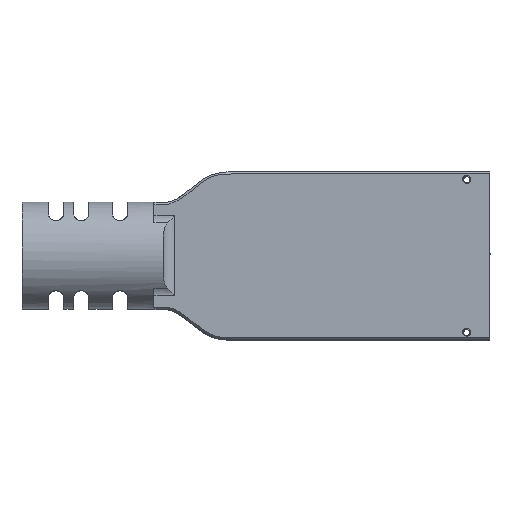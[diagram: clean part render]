
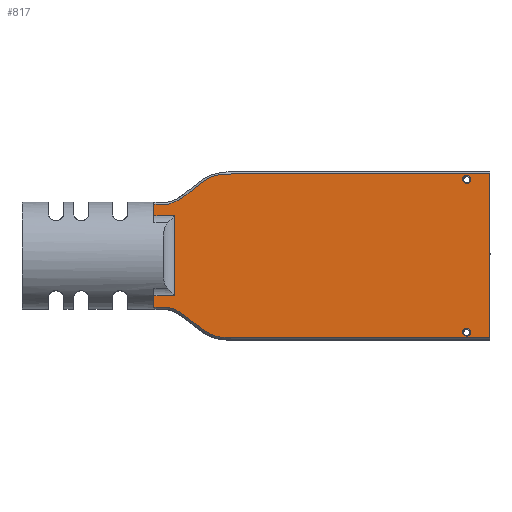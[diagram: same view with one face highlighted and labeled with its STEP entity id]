
A CAD part, top view. The second image highlights one B-rep face of the part: STEP entity #817.
In plain terms, the highlighted planar face has unit normal (0, 0, 1).
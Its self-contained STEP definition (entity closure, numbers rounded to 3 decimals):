
#89=B_SPLINE_CURVE_WITH_KNOTS('',3,(#9512,#9513,#9514,#9515,#9516,#9517,
#9518,#9519,#9520,#9521,#9522,#9523,#9524,#9525,#9526,#9527,#9528,#9529,
#9530,#9531,#9532,#9533,#9534,#9535),.UNSPECIFIED.,.F.,.F.,(4,2,2,2,2,2,
2,2,2,2,2,4),(0.,0.063,0.125,0.25,0.375,0.5,0.563,0.625,0.688,0.75,0.875,
1.),.UNSPECIFIED.);
#90=B_SPLINE_CURVE_WITH_KNOTS('',3,(#9543,#9544,#9545,#9546,#9547,#9548,
#9549,#9550,#9551,#9552,#9553,#9554,#9555,#9556,#9557,#9558,#9559,#9560,
#9561,#9562,#9563,#9564),.UNSPECIFIED.,.F.,.F.,(4,2,2,2,2,2,2,2,2,2,4),
(0.,0.125,0.188,0.25,0.313,0.375,0.5,0.625,0.75,0.875,1.),
 .UNSPECIFIED.);
#379=FACE_BOUND('',#1698,.T.);
#380=FACE_BOUND('',#1699,.T.);
#381=FACE_BOUND('',#1700,.T.);
#537=CIRCLE('',#7009,1.05);
#539=CIRCLE('',#7012,3.5);
#540=CIRCLE('',#7013,3.5);
#541=CIRCLE('',#7014,1.05);
#817=ADVANCED_FACE('',(#379,#380,#381),#1179,.T.);
#1179=PLANE('',#7015);
#1698=EDGE_LOOP('',(#2171));
#1699=EDGE_LOOP('',(#2172,#2173,#2174,#2175,#2176,#2177,#2178,#2179,#2180,
#2181,#2182,#2183,#2184,#2185));
#1700=EDGE_LOOP('',(#2186));
#2171=ORIENTED_EDGE('',*,*,#4866,.T.);
#2172=ORIENTED_EDGE('',*,*,#4868,.T.);
#2173=ORIENTED_EDGE('',*,*,#4869,.T.);
#2174=ORIENTED_EDGE('',*,*,#4870,.T.);
#2175=ORIENTED_EDGE('',*,*,#4871,.T.);
#2176=ORIENTED_EDGE('',*,*,#4872,.T.);
#2177=ORIENTED_EDGE('',*,*,#4873,.T.);
#2178=ORIENTED_EDGE('',*,*,#4874,.F.);
#2179=ORIENTED_EDGE('',*,*,#4875,.T.);
#2180=ORIENTED_EDGE('',*,*,#4876,.T.);
#2181=ORIENTED_EDGE('',*,*,#4877,.T.);
#2182=ORIENTED_EDGE('',*,*,#4878,.T.);
#2183=ORIENTED_EDGE('',*,*,#4879,.T.);
#2184=ORIENTED_EDGE('',*,*,#4880,.T.);
#2185=ORIENTED_EDGE('',*,*,#4881,.T.);
#2186=ORIENTED_EDGE('',*,*,#4882,.F.);
#4185=VERTEX_POINT('',#9499);
#4187=VERTEX_POINT('',#9504);
#4188=VERTEX_POINT('',#9505);
#4189=VERTEX_POINT('',#9507);
#4190=VERTEX_POINT('',#9509);
#4191=VERTEX_POINT('',#9511);
#4192=VERTEX_POINT('',#9536);
#4193=VERTEX_POINT('',#9538);
#4194=VERTEX_POINT('',#9540);
#4195=VERTEX_POINT('',#9542);
#4196=VERTEX_POINT('',#9565);
#4197=VERTEX_POINT('',#9567);
#4198=VERTEX_POINT('',#9569);
#4199=VERTEX_POINT('',#9571);
#4200=VERTEX_POINT('',#9573);
#4201=VERTEX_POINT('',#9576);
#4866=EDGE_CURVE('',#4185,#4185,#537,.T.);
#4868=EDGE_CURVE('',#4187,#4188,#5866,.T.);
#4869=EDGE_CURVE('',#4188,#4189,#5867,.T.);
#4870=EDGE_CURVE('',#4189,#4190,#5868,.T.);
#4871=EDGE_CURVE('',#4190,#4191,#539,.T.);
#4872=EDGE_CURVE('',#4191,#4192,#89,.T.);
#4873=EDGE_CURVE('',#4192,#4193,#5869,.T.);
#4874=EDGE_CURVE('',#4194,#4193,#5870,.T.);
#4875=EDGE_CURVE('',#4194,#4195,#5871,.T.);
#4876=EDGE_CURVE('',#4195,#4196,#90,.T.);
#4877=EDGE_CURVE('',#4196,#4197,#540,.T.);
#4878=EDGE_CURVE('',#4197,#4198,#5872,.T.);
#4879=EDGE_CURVE('',#4198,#4199,#5873,.T.);
#4880=EDGE_CURVE('',#4199,#4200,#5874,.T.);
#4881=EDGE_CURVE('',#4200,#4187,#5875,.T.);
#4882=EDGE_CURVE('',#4201,#4201,#541,.T.);
#5866=LINE('',#9503,#6434);
#5867=LINE('',#9506,#6435);
#5868=LINE('',#9508,#6436);
#5869=LINE('',#9537,#6437);
#5870=LINE('',#9539,#6438);
#5871=LINE('',#9541,#6439);
#5872=LINE('',#9568,#6440);
#5873=LINE('',#9570,#6441);
#5874=LINE('',#9572,#6442);
#5875=LINE('',#9574,#6443);
#6434=VECTOR('',#7665,1.);
#6435=VECTOR('',#7666,1.);
#6436=VECTOR('',#7667,1.);
#6437=VECTOR('',#7670,1.);
#6438=VECTOR('',#7671,1.);
#6439=VECTOR('',#7672,1.);
#6440=VECTOR('',#7675,1.);
#6441=VECTOR('',#7676,1.);
#6442=VECTOR('',#7677,1.);
#6443=VECTOR('',#7678,1.);
#7009=AXIS2_PLACEMENT_3D('',#9498,#7659,#7660);
#7012=AXIS2_PLACEMENT_3D('',#9510,#7668,#7669);
#7013=AXIS2_PLACEMENT_3D('',#9566,#7673,#7674);
#7014=AXIS2_PLACEMENT_3D('',#9575,#7679,#7680);
#7015=AXIS2_PLACEMENT_3D('',#9577,#7681,#7682);
#7659=DIRECTION('',(0.,0.,-1.));
#7660=DIRECTION('',(1.,0.,0.));
#7665=DIRECTION('',(-1.,0.,0.));
#7666=DIRECTION('',(0.,-1.,0.));
#7667=DIRECTION('',(1.,0.,0.));
#7668=DIRECTION('',(0.,0.,-1.));
#7669=DIRECTION('',(1.,0.,0.));
#7670=DIRECTION('',(1.,0.,0.));
#7671=DIRECTION('',(0.,-1.,0.));
#7672=DIRECTION('',(-1.,0.,0.));
#7673=DIRECTION('',(0.,0.,-1.));
#7674=DIRECTION('',(1.,0.,0.));
#7675=DIRECTION('',(-1.,0.,0.));
#7676=DIRECTION('',(0.,-1.,0.));
#7677=DIRECTION('',(1.,0.,0.));
#7678=DIRECTION('',(0.,-1.,0.));
#7679=DIRECTION('',(0.,0.,1.));
#7680=DIRECTION('',(1.,0.,0.));
#7681=DIRECTION('',(0.,0.,1.));
#7682=DIRECTION('',(1.,0.,0.));
#9498=CARTESIAN_POINT('',(10.,-121.15,-301.5));
#9499=CARTESIAN_POINT('',(11.05,-121.15,-301.5));
#9503=CARTESIAN_POINT('',(-99.65,-151.178,-301.5));
#9504=CARTESIAN_POINT('',(-65.25,-151.178,-301.5));
#9505=CARTESIAN_POINT('',(-70.65,-151.178,-301.5));
#9506=CARTESIAN_POINT('',(-70.65,-160.5,-301.5));
#9507=CARTESIAN_POINT('',(-70.65,-154.112,-301.5));
#9508=CARTESIAN_POINT('',(-66.25,-154.112,-301.5));
#9509=CARTESIAN_POINT('',(-67.615,-154.112,-301.5));
#9510=CARTESIAN_POINT('',(-67.615,-157.612,-301.5));
#9511=CARTESIAN_POINT('',(-66.953,-154.175,-301.5));
#9512=CARTESIAN_POINT('',(-66.953,-154.175,-301.5));
#9513=CARTESIAN_POINT('',(-66.537,-154.255,-301.5));
#9514=CARTESIAN_POINT('',(-66.132,-154.371,-301.5));
#9515=CARTESIAN_POINT('',(-65.343,-154.663,-301.5));
#9516=CARTESIAN_POINT('',(-64.957,-154.839,-301.5));
#9517=CARTESIAN_POINT('',(-63.842,-155.427,-301.5));
#9518=CARTESIAN_POINT('',(-63.155,-155.892,-301.5));
#9519=CARTESIAN_POINT('',(-61.825,-156.886,-301.5));
#9520=CARTESIAN_POINT('',(-61.184,-157.417,-301.5));
#9521=CARTESIAN_POINT('',(-59.903,-158.477,-301.5));
#9522=CARTESIAN_POINT('',(-59.263,-159.009,-301.5));
#9523=CARTESIAN_POINT('',(-58.268,-159.758,-301.5));
#9524=CARTESIAN_POINT('',(-57.929,-160.,-301.5));
#9525=CARTESIAN_POINT('',(-57.237,-160.452,-301.5));
#9526=CARTESIAN_POINT('',(-56.883,-160.662,-301.5));
#9527=CARTESIAN_POINT('',(-56.156,-161.038,-301.5));
#9528=CARTESIAN_POINT('',(-55.782,-161.202,-301.5));
#9529=CARTESIAN_POINT('',(-55.007,-161.472,-301.5));
#9530=CARTESIAN_POINT('',(-54.607,-161.581,-301.5));
#9531=CARTESIAN_POINT('',(-53.38,-161.84,-301.5));
#9532=CARTESIAN_POINT('',(-52.559,-161.92,-301.5));
#9533=CARTESIAN_POINT('',(-50.907,-162.001,-301.5));
#9534=CARTESIAN_POINT('',(-50.079,-162.,-301.5));
#9535=CARTESIAN_POINT('',(-49.25,-162.,-301.5));
#9536=CARTESIAN_POINT('',(-49.25,-162.,-301.5));
#9537=CARTESIAN_POINT('',(-65.033,-162.,-301.5));
#9538=CARTESIAN_POINT('',(16.,-162.,-301.5));
#9539=CARTESIAN_POINT('',(16.,-160.5,-301.5));
#9540=CARTESIAN_POINT('',(16.,-119.7,-301.5));
#9541=CARTESIAN_POINT('',(-65.033,-119.7,-301.5));
#9542=CARTESIAN_POINT('',(-49.25,-119.7,-301.5));
#9543=CARTESIAN_POINT('',(-49.25,-119.7,-301.5));
#9544=CARTESIAN_POINT('',(-50.081,-119.7,-301.5));
#9545=CARTESIAN_POINT('',(-50.913,-119.699,-301.5));
#9546=CARTESIAN_POINT('',(-52.155,-119.76,-301.5));
#9547=CARTESIAN_POINT('',(-52.568,-119.791,-301.5));
#9548=CARTESIAN_POINT('',(-53.392,-119.885,-301.5));
#9549=CARTESIAN_POINT('',(-53.802,-119.948,-301.5));
#9550=CARTESIAN_POINT('',(-54.621,-120.123,-301.5));
#9551=CARTESIAN_POINT('',(-55.027,-120.234,-301.5));
#9552=CARTESIAN_POINT('',(-55.806,-120.508,-301.5));
#9553=CARTESIAN_POINT('',(-56.183,-120.674,-301.5));
#9554=CARTESIAN_POINT('',(-57.274,-121.244,-301.5));
#9555=CARTESIAN_POINT('',(-57.962,-121.711,-301.5));
#9556=CARTESIAN_POINT('',(-59.292,-122.713,-301.5));
#9557=CARTESIAN_POINT('',(-59.931,-123.246,-301.5));
#9558=CARTESIAN_POINT('',(-61.214,-124.308,-301.5));
#9559=CARTESIAN_POINT('',(-61.857,-124.838,-301.5));
#9560=CARTESIAN_POINT('',(-63.189,-125.832,-301.5));
#9561=CARTESIAN_POINT('',(-63.888,-126.302,-301.5));
#9562=CARTESIAN_POINT('',(-65.356,-127.067,-301.5));
#9563=CARTESIAN_POINT('',(-66.125,-127.365,-301.5));
#9564=CARTESIAN_POINT('',(-66.953,-127.525,-301.5));
#9565=CARTESIAN_POINT('',(-66.953,-127.525,-301.5));
#9566=CARTESIAN_POINT('',(-67.615,-124.088,-301.5));
#9567=CARTESIAN_POINT('',(-67.615,-127.588,-301.5));
#9568=CARTESIAN_POINT('',(-66.25,-127.588,-301.5));
#9569=CARTESIAN_POINT('',(-70.65,-127.588,-301.5));
#9570=CARTESIAN_POINT('',(-70.65,-160.5,-301.5));
#9571=CARTESIAN_POINT('',(-70.65,-130.522,-301.5));
#9572=CARTESIAN_POINT('',(-99.65,-130.522,-301.5));
#9573=CARTESIAN_POINT('',(-65.25,-130.522,-301.5));
#9574=CARTESIAN_POINT('',(-65.25,-121.2,-301.5));
#9575=CARTESIAN_POINT('',(10.,-160.55,-301.5));
#9576=CARTESIAN_POINT('',(11.05,-160.55,-301.5));
#9577=CARTESIAN_POINT('',(-65.033,-160.5,-301.5));
